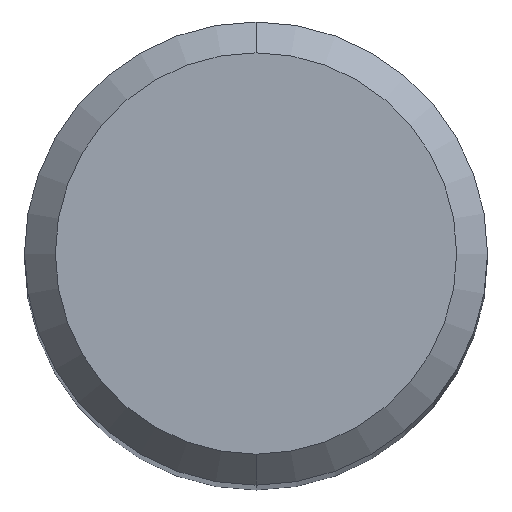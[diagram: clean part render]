
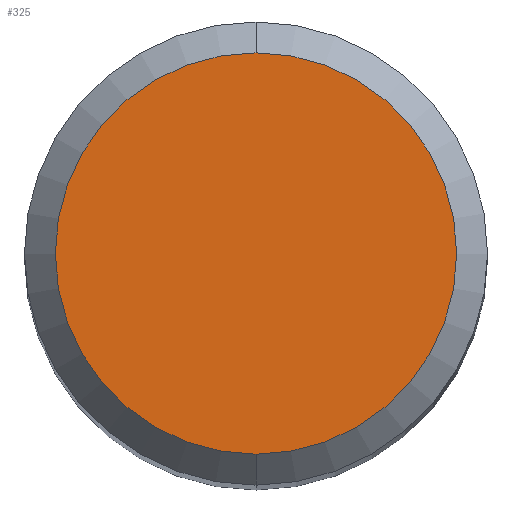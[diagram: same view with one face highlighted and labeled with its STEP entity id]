
A CAD part, top view. The second image highlights one B-rep face of the part: STEP entity #325.
In plain terms, the highlighted planar face has unit normal (0, 0, 1).
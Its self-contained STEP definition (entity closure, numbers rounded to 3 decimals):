
#233=EDGE_CURVE('',#419,#427,#530,.T.);
#325=ADVANCED_FACE('',(#632),#633,.T.);
#379=EDGE_CURVE('',#427,#419,#692,.T.);
#419=VERTEX_POINT('',#735);
#427=VERTEX_POINT('',#743);
#530=CIRCLE('',#904,2.6);
#632=FACE_OUTER_BOUND('',#1083,.T.);
#633=PLANE('',#1084);
#692=CIRCLE('',#1166,2.6);
#735=CARTESIAN_POINT('',(0.,-2.6,0.0));
#743=CARTESIAN_POINT('',(0.0,2.6,0.0));
#904=AXIS2_PLACEMENT_3D('',#1446,#1447,#1448);
#1083=EDGE_LOOP('',(#1577,#1578));
#1084=AXIS2_PLACEMENT_3D('',#1579,#1580,#1581);
#1166=AXIS2_PLACEMENT_3D('',#1648,#1649,#1650);
#1446=CARTESIAN_POINT('',(0.0,0.0,0.0));
#1447=DIRECTION('',(0.0,0.0,-1.0));
#1448=DIRECTION('',(0.0,1.0,0.0));
#1577=ORIENTED_EDGE('',*,*,#379,.F.);
#1578=ORIENTED_EDGE('',*,*,#233,.F.);
#1579=CARTESIAN_POINT('',(0.0,1.3,0.0));
#1580=DIRECTION('',(-0.0,0.0,1.0));
#1581=DIRECTION('',(0.0,-1.0,0.0));
#1648=CARTESIAN_POINT('',(0.0,0.0,0.0));
#1649=DIRECTION('',(0.0,0.0,-1.0));
#1650=DIRECTION('',(0.0,1.0,0.0));
